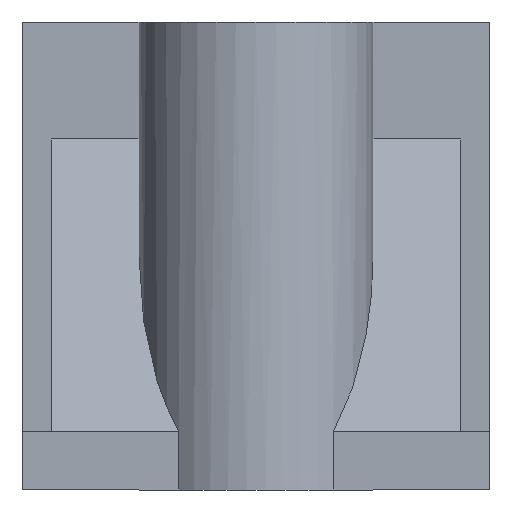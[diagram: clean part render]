
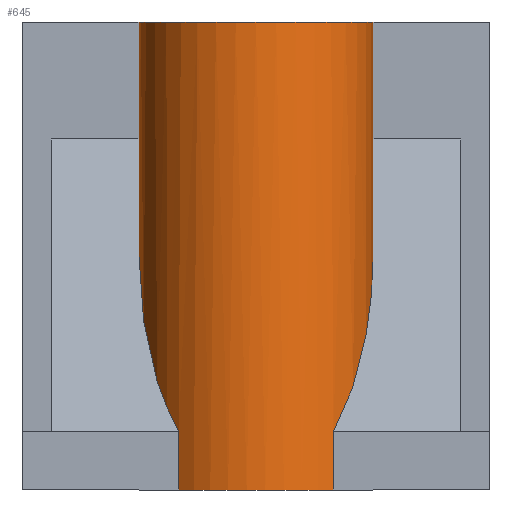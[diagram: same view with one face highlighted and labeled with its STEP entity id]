
A CAD part, front view. The second image highlights one B-rep face of the part: STEP entity #645.
In plain terms, the highlighted cylindrical face has radius 20 mm (diameter 40 mm), a partial arc.
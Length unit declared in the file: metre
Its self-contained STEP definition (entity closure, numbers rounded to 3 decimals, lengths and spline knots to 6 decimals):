
#13=CYLINDRICAL_SURFACE('',#705,0.02);
#19=CIRCLE('',#685,0.02);
#26=CIRCLE('',#698,0.02);
#28=ELLIPSE('',#678,0.044721,0.02);
#29=ELLIPSE('',#704,0.044721,0.02);
#164=ORIENTED_EDGE('',*,*,#262,.F.);
#165=ORIENTED_EDGE('',*,*,#240,.T.);
#166=ORIENTED_EDGE('',*,*,#246,.F.);
#167=ORIENTED_EDGE('',*,*,#294,.T.);
#168=ORIENTED_EDGE('',*,*,#288,.T.);
#169=ORIENTED_EDGE('',*,*,#295,.F.);
#170=ORIENTED_EDGE('',*,*,#293,.F.);
#171=ORIENTED_EDGE('',*,*,#235,.T.);
#235=EDGE_CURVE('',#323,#324,#384,.F.);
#240=EDGE_CURVE('',#328,#329,#389,.T.);
#246=EDGE_CURVE('',#333,#329,#28,.F.);
#262=EDGE_CURVE('',#328,#324,#19,.T.);
#288=EDGE_CURVE('',#358,#357,#26,.T.);
#293=EDGE_CURVE('',#323,#359,#29,.F.);
#294=EDGE_CURVE('',#333,#358,#431,.T.);
#295=EDGE_CURVE('',#359,#357,#432,.T.);
#323=VERTEX_POINT('',#945);
#324=VERTEX_POINT('',#946);
#328=VERTEX_POINT('',#956);
#329=VERTEX_POINT('',#957);
#333=VERTEX_POINT('',#967);
#357=VERTEX_POINT('',#1043);
#358=VERTEX_POINT('',#1045);
#359=VERTEX_POINT('',#1055);
#384=LINE('',#944,#460);
#389=LINE('',#955,#465);
#431=LINE('',#1058,#507);
#432=LINE('',#1059,#508);
#460=VECTOR('',#756,1.);
#465=VECTOR('',#763,1.);
#507=VECTOR('',#863,1.);
#508=VECTOR('',#864,1.);
#540=EDGE_LOOP('',(#164,#165,#166,#167,#168,#169,#170,#171));
#580=FACE_BOUND('',#540,.T.);
#645=ADVANCED_FACE('',(#580),#13,.T.);
#678=AXIS2_PLACEMENT_3D('',#968,#771,#772);
#685=AXIS2_PLACEMENT_3D('',#997,#798,#799);
#698=AXIS2_PLACEMENT_3D('',#1044,#843,#844);
#704=AXIS2_PLACEMENT_3D('',#1056,#859,#860);
#705=AXIS2_PLACEMENT_3D('',#1057,#861,#862);
#756=DIRECTION('',(0.,0.,1.));
#763=DIRECTION('',(0.,0.,1.));
#771=DIRECTION('',(0.,-0.894,0.447));
#772=DIRECTION('',(0.,0.447,0.894));
#798=DIRECTION('',(0.,0.,-1.));
#799=DIRECTION('',(1.,0.,0.));
#843=DIRECTION('',(0.,0.,-1.));
#844=DIRECTION('',(1.,0.,0.));
#859=DIRECTION('',(0.,-0.894,0.447));
#860=DIRECTION('',(0.,0.447,0.894));
#861=DIRECTION('',(0.,0.,1.));
#862=DIRECTION('',(1.,0.,0.));
#863=DIRECTION('',(0.,0.,1.));
#864=DIRECTION('',(0.,0.,1.));
#944=CARTESIAN_POINT('',(-0.013229,-0.065,0.));
#945=CARTESIAN_POINT('',(-0.013229,-0.065,0.01));
#946=CARTESIAN_POINT('',(-0.013229,-0.065,0.));
#955=CARTESIAN_POINT('',(0.013229,-0.065,0.));
#956=CARTESIAN_POINT('',(0.013229,-0.065,0.));
#957=CARTESIAN_POINT('',(0.013229,-0.065,0.01));
#967=CARTESIAN_POINT('',(0.02,-0.05,0.04));
#968=CARTESIAN_POINT('',(0.,-0.05,0.04));
#997=CARTESIAN_POINT('',(0.,-0.05,0.));
#1043=CARTESIAN_POINT('',(-0.02,-0.05,0.08));
#1044=CARTESIAN_POINT('',(0.,-0.05,0.08));
#1045=CARTESIAN_POINT('',(0.02,-0.05,0.08));
#1055=CARTESIAN_POINT('',(-0.02,-0.05,0.04));
#1056=CARTESIAN_POINT('',(0.,-0.05,0.04));
#1057=CARTESIAN_POINT('',(0.,-0.05,0.));
#1058=CARTESIAN_POINT('',(0.02,-0.05,0.));
#1059=CARTESIAN_POINT('',(-0.02,-0.05,0.));
